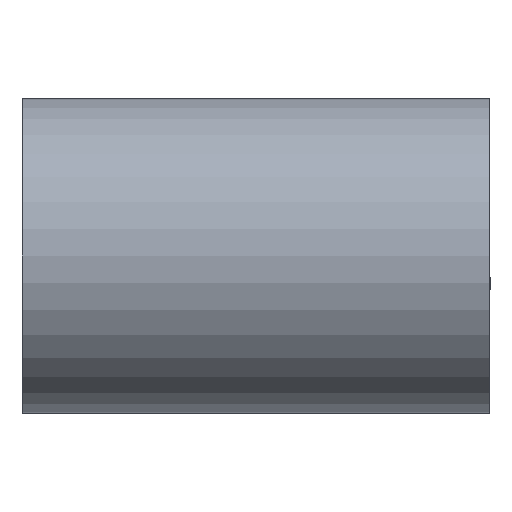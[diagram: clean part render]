
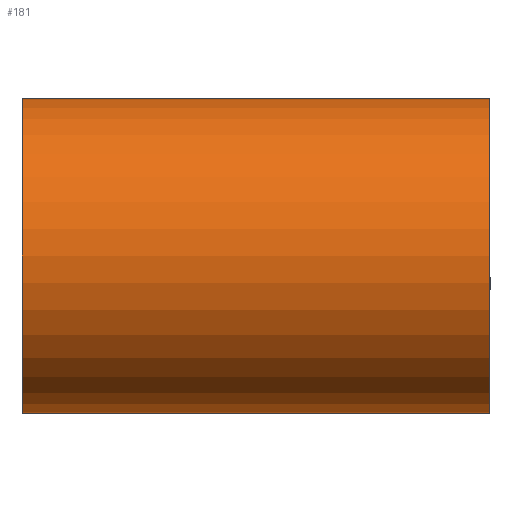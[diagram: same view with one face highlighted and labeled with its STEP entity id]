
A CAD part, front view. The second image highlights one B-rep face of the part: STEP entity #181.
In plain terms, the highlighted cylindrical face has radius 13.5 mm (diameter 27 mm), a partial arc.
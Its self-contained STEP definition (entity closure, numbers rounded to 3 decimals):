
#21=CIRCLE('',#210,13.5);
#22=CIRCLE('',#211,13.5);
#27=CYLINDRICAL_SURFACE('',#209,13.5);
#33=FACE_OUTER_BOUND('',#43,.T.);
#43=EDGE_LOOP('',(#139,#140,#141,#142));
#59=LINE('',#303,#75);
#60=LINE('',#306,#76);
#75=VECTOR('',#249,10.);
#76=VECTOR('',#252,10.);
#91=VERTEX_POINT('',#299);
#92=VERTEX_POINT('',#300);
#93=VERTEX_POINT('',#302);
#94=VERTEX_POINT('',#304);
#111=EDGE_CURVE('',#91,#92,#21,.T.);
#112=EDGE_CURVE('',#91,#93,#59,.T.);
#113=EDGE_CURVE('',#94,#93,#22,.T.);
#114=EDGE_CURVE('',#92,#94,#60,.T.);
#139=ORIENTED_EDGE('',*,*,#111,.F.);
#140=ORIENTED_EDGE('',*,*,#112,.T.);
#141=ORIENTED_EDGE('',*,*,#113,.F.);
#142=ORIENTED_EDGE('',*,*,#114,.F.);
#181=ADVANCED_FACE('',(#33),#27,.T.);
#209=AXIS2_PLACEMENT_3D('',#298,#245,#246);
#210=AXIS2_PLACEMENT_3D('',#301,#247,#248);
#211=AXIS2_PLACEMENT_3D('',#305,#250,#251);
#245=DIRECTION('center_axis',(-1.,0.,0.));
#246=DIRECTION('ref_axis',(0.,0.,1.));
#247=DIRECTION('center_axis',(1.,0.,0.));
#248=DIRECTION('ref_axis',(0.,0.,1.));
#249=DIRECTION('',(-1.,0.,0.));
#250=DIRECTION('center_axis',(-1.,0.,0.));
#251=DIRECTION('ref_axis',(0.,0.,1.));
#252=DIRECTION('',(-1.,0.,0.));
#298=CARTESIAN_POINT('Origin',(40.,-16.,8.));
#299=CARTESIAN_POINT('',(40.,-16.,21.5));
#300=CARTESIAN_POINT('',(40.,-16.,-5.5));
#301=CARTESIAN_POINT('Origin',(40.,-16.,8.));
#302=CARTESIAN_POINT('',(0.,-16.,21.5));
#303=CARTESIAN_POINT('',(40.,-16.,21.5));
#304=CARTESIAN_POINT('',(0.,-16.,-5.5));
#305=CARTESIAN_POINT('Origin',(0.,-16.,8.));
#306=CARTESIAN_POINT('',(40.,-16.,-5.5));
